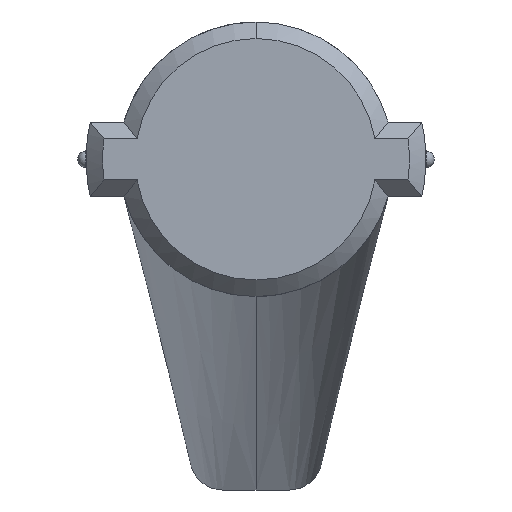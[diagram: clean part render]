
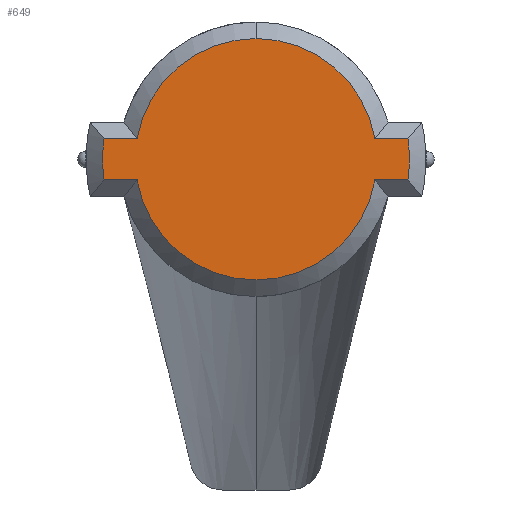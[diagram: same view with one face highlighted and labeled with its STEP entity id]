
A CAD part, front view. The second image highlights one B-rep face of the part: STEP entity #649.
In plain terms, the highlighted planar face has unit normal (0, -1, 0).
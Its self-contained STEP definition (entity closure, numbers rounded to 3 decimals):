
#2 = CARTESIAN_POINT ( 'NONE',  ( 0., 0., 7.3 ) ) ;
#20 = VERTEX_POINT ( 'NONE', #2 ) ;
#40 = EDGE_CURVE ( 'NONE', #171, #908, #355, .T. ) ;
#96 = DIRECTION ( 'NONE',  ( 1., 0., 0. ) ) ;
#114 = DIRECTION ( 'NONE',  ( 1., 0., 0. ) ) ;
#128 = EDGE_CURVE ( 'NONE', #368, #857, #332, .T. ) ;
#139 = CARTESIAN_POINT ( 'NONE',  ( 7.192, 0., -1.25 ) ) ;
#171 = VERTEX_POINT ( 'NONE', #320 ) ;
#183 = ORIENTED_EDGE ( 'NONE', *, *, #40, .T. ) ;
#198 = AXIS2_PLACEMENT_3D ( 'NONE', #1456, #528, #1359 ) ;
#207 = CIRCLE ( 'NONE', #357, 7.3 ) ;
#217 = DIRECTION ( 'NONE',  ( 0., 0., 1. ) ) ;
#221 = EDGE_CURVE ( 'NONE', #1051, #368, #484, .T. ) ;
#227 = DIRECTION ( 'NONE',  ( 0., -1., 0. ) ) ;
#229 = DIRECTION ( 'NONE',  ( 0., 1., 0. ) ) ;
#244 = ORIENTED_EDGE ( 'NONE', *, *, #221, .T. ) ;
#264 = EDGE_CURVE ( 'NONE', #1189, #991, #446, .T. ) ;
#320 = CARTESIAN_POINT ( 'NONE',  ( -7.192, 0., 1.25 ) ) ;
#322 = CARTESIAN_POINT ( 'NONE',  ( 7.989, 0., 1.25 ) ) ;
#332 = LINE ( 'NONE', #322, #1324 ) ;
#335 = DIRECTION ( 'NONE',  ( 0., 0., 1. ) ) ;
#339 = EDGE_CURVE ( 'NONE', #1221, #1051, #1238, .T. ) ;
#355 = LINE ( 'NONE', #1251, #580 ) ;
#357 = AXIS2_PLACEMENT_3D ( 'NONE', #1121, #227, #1470 ) ;
#368 = VERTEX_POINT ( 'NONE', #1031 ) ;
#446 = LINE ( 'NONE', #925, #1234 ) ;
#484 = CIRCLE ( 'NONE', #741, 9.275 ) ;
#528 = DIRECTION ( 'NONE',  ( 0., -1., 0. ) ) ;
#531 = ORIENTED_EDGE ( 'NONE', *, *, #128, .T. ) ;
#556 = AXIS2_PLACEMENT_3D ( 'NONE', #928, #907, #1377 ) ;
#572 = DIRECTION ( 'NONE',  ( 0., -1., 0. ) ) ;
#580 = VECTOR ( 'NONE', #927, 1000. ) ;
#603 = ORIENTED_EDGE ( 'NONE', *, *, #339, .T. ) ;
#608 = AXIS2_PLACEMENT_3D ( 'NONE', #1254, #229, #335 ) ;
#646 = ORIENTED_EDGE ( 'NONE', *, *, #1337, .T. ) ;
#649 = ADVANCED_FACE ( 'NONE', ( #815 ), #1356, .F. ) ;
#708 = EDGE_CURVE ( 'NONE', #20, #171, #840, .T. ) ;
#741 = AXIS2_PLACEMENT_3D ( 'NONE', #1146, #572, #217 ) ;
#764 = VECTOR ( 'NONE', #96, 1000. ) ;
#777 = ORIENTED_EDGE ( 'NONE', *, *, #849, .T. ) ;
#789 = DIRECTION ( 'NONE',  ( -1., 0., 0. ) ) ;
#810 = ORIENTED_EDGE ( 'NONE', *, *, #264, .T. ) ;
#813 = CARTESIAN_POINT ( 'NONE',  ( 7.192, 0., 1.25 ) ) ;
#815 = FACE_OUTER_BOUND ( 'NONE', #1459, .T. ) ;
#822 = AXIS2_PLACEMENT_3D ( 'NONE', #854, #1180, #965 ) ;
#840 = CIRCLE ( 'NONE', #822, 7.3 ) ;
#849 = EDGE_CURVE ( 'NONE', #991, #1221, #207, .T. ) ;
#854 = CARTESIAN_POINT ( 'NONE',  ( 0., 0., 0. ) ) ;
#857 = VERTEX_POINT ( 'NONE', #813 ) ;
#907 = DIRECTION ( 'NONE',  ( 0., -1., 0. ) ) ;
#908 = VERTEX_POINT ( 'NONE', #920 ) ;
#920 = CARTESIAN_POINT ( 'NONE',  ( -9.19, 0., 1.25 ) ) ;
#925 = CARTESIAN_POINT ( 'NONE',  ( -7.989, 0., -1.25 ) ) ;
#927 = DIRECTION ( 'NONE',  ( -1., 0., 0. ) ) ;
#928 = CARTESIAN_POINT ( 'NONE',  ( 0., 0., 0. ) ) ;
#929 = EDGE_CURVE ( 'NONE', #908, #1189, #1026, .T. ) ;
#965 = DIRECTION ( 'NONE',  ( 0., 0., 1. ) ) ;
#982 = CARTESIAN_POINT ( 'NONE',  ( 9.19, 0., -1.25 ) ) ;
#991 = VERTEX_POINT ( 'NONE', #1019 ) ;
#1019 = CARTESIAN_POINT ( 'NONE',  ( -7.192, 0., -1.25 ) ) ;
#1026 = CIRCLE ( 'NONE', #556, 9.275 ) ;
#1031 = CARTESIAN_POINT ( 'NONE',  ( 9.19, 0., 1.25 ) ) ;
#1051 = VERTEX_POINT ( 'NONE', #982 ) ;
#1056 = CARTESIAN_POINT ( 'NONE',  ( -9.19, 0., -1.25 ) ) ;
#1121 = CARTESIAN_POINT ( 'NONE',  ( 0., 0., 0. ) ) ;
#1138 = CIRCLE ( 'NONE', #198, 7.3 ) ;
#1146 = CARTESIAN_POINT ( 'NONE',  ( 0., 0., 0. ) ) ;
#1180 = DIRECTION ( 'NONE',  ( 0., -1., 0. ) ) ;
#1189 = VERTEX_POINT ( 'NONE', #1056 ) ;
#1221 = VERTEX_POINT ( 'NONE', #139 ) ;
#1234 = VECTOR ( 'NONE', #114, 1000. ) ;
#1238 = LINE ( 'NONE', #1480, #764 ) ;
#1251 = CARTESIAN_POINT ( 'NONE',  ( -10.026, 0., 1.25 ) ) ;
#1254 = CARTESIAN_POINT ( 'NONE',  ( 0., 0., 0. ) ) ;
#1324 = VECTOR ( 'NONE', #789, 1000. ) ;
#1333 = ORIENTED_EDGE ( 'NONE', *, *, #708, .T. ) ;
#1337 = EDGE_CURVE ( 'NONE', #857, #20, #1138, .T. ) ;
#1356 = PLANE ( 'NONE',  #608 ) ;
#1359 = DIRECTION ( 'NONE',  ( 0., 0., 1. ) ) ;
#1377 = DIRECTION ( 'NONE',  ( 0., 0., 1. ) ) ;
#1438 = ORIENTED_EDGE ( 'NONE', *, *, #929, .T. ) ;
#1456 = CARTESIAN_POINT ( 'NONE',  ( 0., 0., 0. ) ) ;
#1459 = EDGE_LOOP ( 'NONE', ( #244, #531, #646, #1333, #183, #1438, #810, #777, #603 ) ) ;
#1470 = DIRECTION ( 'NONE',  ( 0., 0., 1. ) ) ;
#1480 = CARTESIAN_POINT ( 'NONE',  ( 10.026, 0., -1.25 ) ) ;
